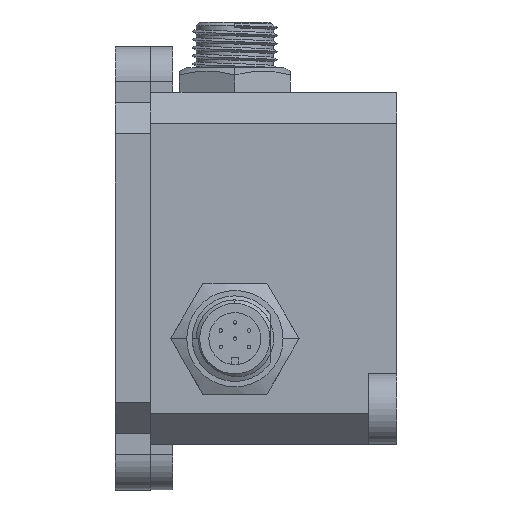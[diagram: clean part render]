
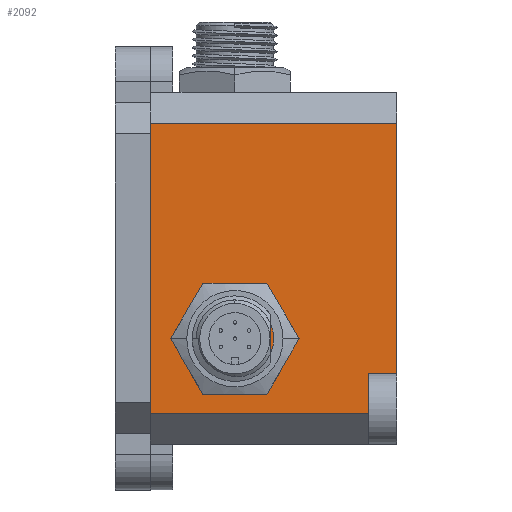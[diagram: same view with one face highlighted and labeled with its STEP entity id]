
A CAD part, left-side view. The second image highlights one B-rep face of the part: STEP entity #2092.
In plain terms, the highlighted planar face has unit normal (-1, 0, 0).
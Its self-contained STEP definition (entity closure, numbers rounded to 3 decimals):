
#1277 = DIRECTION ( 'NONE',  ( 1., 0., 0. ) ) ;
#2092 = ADVANCED_FACE ( 'NONE', ( #6419, #5277 ), #64279, .F. ) ;
#4455 = VECTOR ( 'NONE', #16234, 1000. ) ;
#4606 = ORIENTED_EDGE ( 'NONE', *, *, #25743, .T. ) ;
#4969 = LINE ( 'NONE', #27447, #62043 ) ;
#4978 = CARTESIAN_POINT ( 'NONE',  ( -8.062, 72.133, 65.01 ) ) ;
#5277 = FACE_BOUND ( 'NONE', #60000, .T. ) ;
#5528 = VECTOR ( 'NONE', #72244, 1000. ) ;
#5553 = EDGE_CURVE ( 'NONE', #68916, #41462, #4969, .T. ) ;
#5790 = VECTOR ( 'NONE', #39072, 1000. ) ;
#6388 = DIRECTION ( 'NONE',  ( 1., 0., 0. ) ) ;
#6419 = FACE_OUTER_BOUND ( 'NONE', #6654, .T. ) ;
#6654 = EDGE_LOOP ( 'NONE', ( #25575, #57761, #57848, #38403, #40732, #43410 ) ) ;
#7091 = AXIS2_PLACEMENT_3D ( 'NONE', #40263, #41018, #28948 ) ;
#7401 = VERTEX_POINT ( 'NONE', #25433 ) ;
#8165 = ORIENTED_EDGE ( 'NONE', *, *, #62394, .T. ) ;
#8308 = CARTESIAN_POINT ( 'NONE',  ( -8.062, 72.133, 77.324 ) ) ;
#9341 = CARTESIAN_POINT ( 'NONE',  ( -8.062, 72.133, 82.695 ) ) ;
#11092 = CARTESIAN_POINT ( 'NONE',  ( -8.062, 88.933, 65.01 ) ) ;
#13252 = CIRCLE ( 'NONE', #7091, 5.5 ) ;
#13649 = CIRCLE ( 'NONE', #53260, 5.5 ) ;
#15760 = LINE ( 'NONE', #63106, #69383 ) ;
#16234 = DIRECTION ( 'NONE',  ( 0., 0., 1. ) ) ;
#16485 = VERTEX_POINT ( 'NONE', #59745 ) ;
#17838 = VERTEX_POINT ( 'NONE', #8308 ) ;
#20535 = LINE ( 'NONE', #43505, #27656 ) ;
#21745 = CARTESIAN_POINT ( 'NONE',  ( -8.062, 76.933, 74.51 ) ) ;
#25202 = DIRECTION ( 'NONE',  ( 0., -1., 0. ) ) ;
#25433 = CARTESIAN_POINT ( 'NONE',  ( -8.062, 53.933, 110.61 ) ) ;
#25575 = ORIENTED_EDGE ( 'NONE', *, *, #61801, .T. ) ;
#25743 = EDGE_CURVE ( 'NONE', #28380, #65052, #13649, .T. ) ;
#26254 = EDGE_CURVE ( 'NONE', #53018, #16485, #15760, .T. ) ;
#27044 = CARTESIAN_POINT ( 'NONE',  ( -8.062, 53.933, 75.01 ) ) ;
#27447 = CARTESIAN_POINT ( 'NONE',  ( -8.062, 88.933, 65.01 ) ) ;
#27656 = VECTOR ( 'NONE', #25202, 1000. ) ;
#28233 = LINE ( 'NONE', #4978, #4455 ) ;
#28380 = VERTEX_POINT ( 'NONE', #21745 ) ;
#28399 = LINE ( 'NONE', #69188, #48953 ) ;
#28948 = DIRECTION ( 'NONE',  ( 0., 0., -1. ) ) ;
#30089 = DIRECTION ( 'NONE',  ( 1., 0., 0. ) ) ;
#32463 = LINE ( 'NONE', #44521, #5790 ) ;
#32802 = EDGE_CURVE ( 'NONE', #42647, #16485, #32463, .T. ) ;
#33622 = DIRECTION ( 'NONE',  ( 0., 1., 0. ) ) ;
#35060 = AXIS2_PLACEMENT_3D ( 'NONE', #11092, #30089, #53756 ) ;
#36276 = DIRECTION ( 'NONE',  ( 0., 0., -1. ) ) ;
#36314 = CARTESIAN_POINT ( 'NONE',  ( -8.062, 88.933, 69.41 ) ) ;
#36778 = EDGE_CURVE ( 'NONE', #17838, #65899, #28233, .T. ) ;
#37804 = EDGE_CURVE ( 'NONE', #53018, #7401, #28399, .T. ) ;
#38100 = CARTESIAN_POINT ( 'NONE',  ( -8.062, 88.933, 110.61 ) ) ;
#38403 = ORIENTED_EDGE ( 'NONE', *, *, #37804, .T. ) ;
#39072 = DIRECTION ( 'NONE',  ( 0., 0., 1. ) ) ;
#39532 = DIRECTION ( 'NONE',  ( 0., 0., 1. ) ) ;
#40263 = CARTESIAN_POINT ( 'NONE',  ( -8.062, 76.933, 80.01 ) ) ;
#40732 = ORIENTED_EDGE ( 'NONE', *, *, #65641, .T. ) ;
#40946 = EDGE_CURVE ( 'NONE', #65052, #65899, #13252, .T. ) ;
#41018 = DIRECTION ( 'NONE',  ( 1., 0., 0. ) ) ;
#41462 = VERTEX_POINT ( 'NONE', #76202 ) ;
#42647 = VERTEX_POINT ( 'NONE', #70226 ) ;
#43410 = ORIENTED_EDGE ( 'NONE', *, *, #5553, .F. ) ;
#43505 = CARTESIAN_POINT ( 'NONE',  ( -8.062, 88.933, 69.41 ) ) ;
#44521 = CARTESIAN_POINT ( 'NONE',  ( -8.062, 57.933, 65.01 ) ) ;
#45167 = CIRCLE ( 'NONE', #58772, 5.5 ) ;
#47173 = CARTESIAN_POINT ( 'NONE',  ( -8.062, 76.933, 80.01 ) ) ;
#48953 = VECTOR ( 'NONE', #74981, 1000. ) ;
#50199 = CARTESIAN_POINT ( 'NONE',  ( -8.062, 76.933, 85.51 ) ) ;
#53003 = ORIENTED_EDGE ( 'NONE', *, *, #36778, .F. ) ;
#53018 = VERTEX_POINT ( 'NONE', #27044 ) ;
#53260 = AXIS2_PLACEMENT_3D ( 'NONE', #47173, #6388, #65394 ) ;
#53756 = DIRECTION ( 'NONE',  ( 0., 0., -1. ) ) ;
#55237 = CARTESIAN_POINT ( 'NONE',  ( -8.062, 76.933, 80.01 ) ) ;
#57761 = ORIENTED_EDGE ( 'NONE', *, *, #32802, .T. ) ;
#57848 = ORIENTED_EDGE ( 'NONE', *, *, #26254, .F. ) ;
#58772 = AXIS2_PLACEMENT_3D ( 'NONE', #55237, #1277, #36276 ) ;
#59745 = CARTESIAN_POINT ( 'NONE',  ( -8.062, 57.933, 75.01 ) ) ;
#60000 = EDGE_LOOP ( 'NONE', ( #53003, #8165, #4606, #67376 ) ) ;
#61801 = EDGE_CURVE ( 'NONE', #68916, #42647, #20535, .T. ) ;
#62043 = VECTOR ( 'NONE', #39532, 1000. ) ;
#62394 = EDGE_CURVE ( 'NONE', #17838, #28380, #45167, .T. ) ;
#63106 = CARTESIAN_POINT ( 'NONE',  ( -8.062, 88.933, 75.01 ) ) ;
#64279 = PLANE ( 'NONE',  #35060 ) ;
#65052 = VERTEX_POINT ( 'NONE', #50199 ) ;
#65394 = DIRECTION ( 'NONE',  ( 0., 0., -1. ) ) ;
#65641 = EDGE_CURVE ( 'NONE', #7401, #41462, #67564, .T. ) ;
#65899 = VERTEX_POINT ( 'NONE', #9341 ) ;
#67376 = ORIENTED_EDGE ( 'NONE', *, *, #40946, .T. ) ;
#67564 = LINE ( 'NONE', #38100, #5528 ) ;
#68916 = VERTEX_POINT ( 'NONE', #36314 ) ;
#69188 = CARTESIAN_POINT ( 'NONE',  ( -8.062, 53.933, 65.01 ) ) ;
#69383 = VECTOR ( 'NONE', #33622, 1000. ) ;
#70226 = CARTESIAN_POINT ( 'NONE',  ( -8.062, 57.933, 69.41 ) ) ;
#72244 = DIRECTION ( 'NONE',  ( 0., 1., 0. ) ) ;
#74981 = DIRECTION ( 'NONE',  ( 0., 0., 1. ) ) ;
#76202 = CARTESIAN_POINT ( 'NONE',  ( -8.062, 88.933, 110.61 ) ) ;
